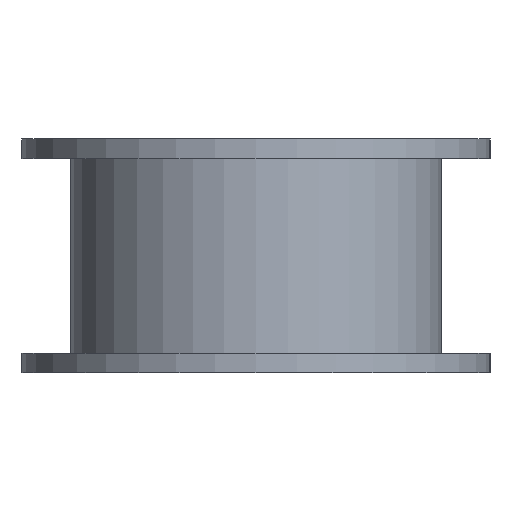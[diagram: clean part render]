
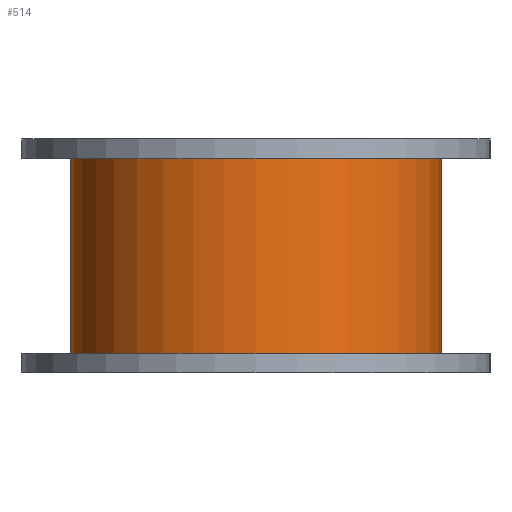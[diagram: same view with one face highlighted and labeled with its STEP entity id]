
A CAD part, left-side view. The second image highlights one B-rep face of the part: STEP entity #514.
In plain terms, the highlighted cylindrical face has radius 19 mm (diameter 38 mm), a partial arc.
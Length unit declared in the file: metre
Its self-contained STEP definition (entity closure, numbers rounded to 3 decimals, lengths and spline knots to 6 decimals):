
#46=LINE('',#809,#94);
#47=LINE('',#813,#95);
#94=VECTOR('',#646,1.);
#95=VECTOR('',#649,1.);
#142=ORIENTED_EDGE('',*,*,#286,.F.);
#143=ORIENTED_EDGE('',*,*,#287,.F.);
#144=ORIENTED_EDGE('',*,*,#288,.T.);
#145=ORIENTED_EDGE('',*,*,#289,.T.);
#286=EDGE_CURVE('',#358,#359,#406,.T.);
#287=EDGE_CURVE('',#360,#358,#46,.T.);
#288=EDGE_CURVE('',#360,#361,#407,.T.);
#289=EDGE_CURVE('',#361,#359,#47,.T.);
#358=VERTEX_POINT('',#807);
#359=VERTEX_POINT('',#808);
#360=VERTEX_POINT('',#810);
#361=VERTEX_POINT('',#812);
#406=CIRCLE('',#584,0.019);
#407=CIRCLE('',#585,0.019);
#430=EDGE_LOOP('',(#142,#143,#144,#145));
#466=FACE_BOUND('',#430,.T.);
#502=CYLINDRICAL_SURFACE('',#583,0.019);
#514=ADVANCED_FACE('',(#466),#502,.T.);
#583=AXIS2_PLACEMENT_3D('',#805,#642,#643);
#584=AXIS2_PLACEMENT_3D('',#806,#644,#645);
#585=AXIS2_PLACEMENT_3D('',#811,#647,#648);
#642=DIRECTION('',(0.,0.,-1.));
#643=DIRECTION('',(-1.,0.,0.));
#644=DIRECTION('',(0.,0.,-1.));
#645=DIRECTION('',(1.,0.,0.));
#646=DIRECTION('',(0.,0.,-1.));
#647=DIRECTION('',(0.,0.,-1.));
#648=DIRECTION('',(1.,0.,0.));
#649=DIRECTION('',(0.,0.,-1.));
#805=CARTESIAN_POINT('',(0.,0.018,0.02));
#806=CARTESIAN_POINT('',(0.,0.018,0.));
#807=CARTESIAN_POINT('',(0.,-0.001,0.));
#808=CARTESIAN_POINT('',(0.,0.037,0.));
#809=CARTESIAN_POINT('',(0.,-0.001,0.02));
#810=CARTESIAN_POINT('',(0.,-0.001,0.02));
#811=CARTESIAN_POINT('',(0.,0.018,0.02));
#812=CARTESIAN_POINT('',(0.,0.037,0.02));
#813=CARTESIAN_POINT('',(0.,0.037,0.02));
